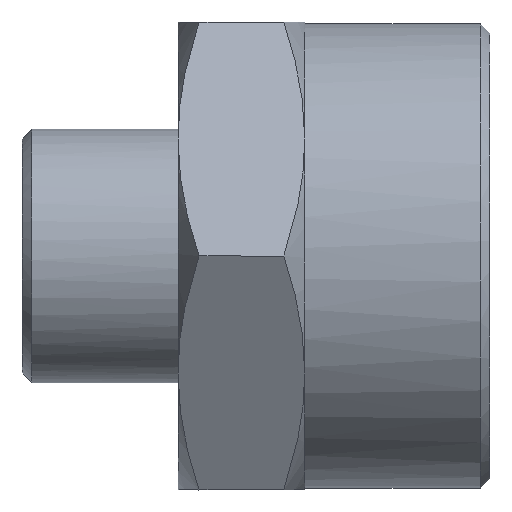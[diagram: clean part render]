
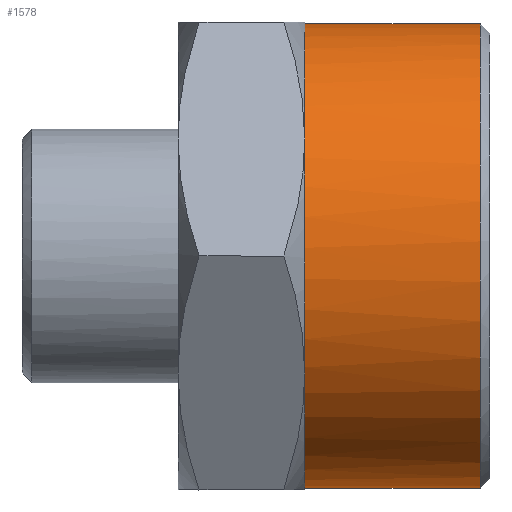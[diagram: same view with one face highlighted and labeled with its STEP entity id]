
A CAD part, left-side view. The second image highlights one B-rep face of the part: STEP entity #1578.
In plain terms, the highlighted free-form (B-spline) face has degree [1, 3] with [2, 4] control points.
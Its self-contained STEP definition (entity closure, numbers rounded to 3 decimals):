
#10 = ORIENTED_EDGE ( 'NONE', *, *, #303, .T. ) ;
#52 = ORIENTED_EDGE ( 'NONE', *, *, #1495, .T. ) ;
#59 = CARTESIAN_POINT ( 'NONE',  ( -11.824, 9.5, -1.555 ) ) ;
#68 = CARTESIAN_POINT ( 'NONE',  ( -7.261, 9.5, 9.46 ) ) ;
#142 = CARTESIAN_POINT ( 'NONE',  ( -23.8, 0.5, 11.9 ) ) ;
#201 = CARTESIAN_POINT ( 'NONE',  ( -11.293, 9.5, -3.832 ) ) ;
#232 = CARTESIAN_POINT ( 'NONE',  ( 0., 0.5, -11.9 ) ) ;
#241 = ORIENTED_EDGE ( 'NONE', *, *, #248, .T. ) ;
#248 = EDGE_CURVE ( 'NONE', #1752, #711, #1956, .T. ) ;
#303 = EDGE_CURVE ( 'NONE', #872, #1752, #1650, .T. ) ;
#356 = CARTESIAN_POINT ( 'NONE',  ( -11.519, 9.5, 3.088 ) ) ;
#374 = CARTESIAN_POINT ( 'NONE',  ( -1.555, 9.5, -11.824 ) ) ;
#380 = VERTEX_POINT ( 'NONE', #2016 ) ;
#402 = B_SPLINE_CURVE_WITH_KNOTS ( 'NONE', 3,
 ( #533, #981, #374, #1631, #831, #1290, #700, #1762, #1793, #846, #1938, #691, #1922, #201, #1129, #59, #1785, #839, #1283, #356, #1150, #1952, #674, #1159, #996, #820, #68, #516, #1605, #1929, #1770, #971, #1136, #1445 ),
 .UNSPECIFIED., .F., .F.,
 ( 4, 2, 2, 2, 2, 2, 2, 2, 2, 2, 2, 2, 2, 2, 2, 2, 4 ),
 ( 0., 0.196, 0.393, 0.589, 0.785, 0.982, 1.178, 1.374, 1.571, 1.767, 1.963, 2.16, 2.356, 2.553, 2.749, 2.945, 3.142 ),
 .UNSPECIFIED. ) ;
#417 = CARTESIAN_POINT ( 'NONE',  ( -23.8, 0.5, -11.9 ) ) ;
#498 = CARTESIAN_POINT ( 'NONE',  ( 0., 0.5, -11.9 ) ) ;
#516 = CARTESIAN_POINT ( 'NONE',  ( -5.962, 9.5, 10.329 ) ) ;
#517 = FACE_OUTER_BOUND ( 'NONE', #886, .T. ) ;
#533 = CARTESIAN_POINT ( 'NONE',  ( 0., 9.5, -11.9 ) ) ;
#619 = CARTESIAN_POINT ( 'NONE',  ( -23.8, 9.5, -11.9 ) ) ;
#626 = CARTESIAN_POINT ( 'NONE',  ( -23.8, 9.5, 11.9 ) ) ;
#662 = CARTESIAN_POINT ( 'NONE',  ( 0., 9.5, -11.9 ) ) ;
#674 = CARTESIAN_POINT ( 'NONE',  ( -10.329, 9.5, 5.962 ) ) ;
#691 = CARTESIAN_POINT ( 'NONE',  ( -10.329, 9.5, -5.962 ) ) ;
#700 = CARTESIAN_POINT ( 'NONE',  ( -5.962, 9.5, -10.329 ) ) ;
#711 = VERTEX_POINT ( 'NONE', #1830 ) ;
#779 = CARTESIAN_POINT ( 'NONE',  ( 0., 0.5, 11.9 ) ) ;
#820 = CARTESIAN_POINT ( 'NONE',  ( -7.862, 9.5, 8.967 ) ) ;
#831 = CARTESIAN_POINT ( 'NONE',  ( -3.832, 9.5, -11.293 ) ) ;
#839 = CARTESIAN_POINT ( 'NONE',  ( -11.9, 9.5, 0.781 ) ) ;
#846 = CARTESIAN_POINT ( 'NONE',  ( -8.967, 9.5, -7.862 ) ) ;
#872 = VERTEX_POINT ( 'NONE', #662 ) ;
#886 = EDGE_LOOP ( 'NONE', ( #1108, #10, #241, #52 ) ) ;
#971 = CARTESIAN_POINT ( 'NONE',  ( -1.555, 9.5, 11.824 ) ) ;
#981 = CARTESIAN_POINT ( 'NONE',  ( -0.781, 9.5, -11.9 ) ) ;
#996 = CARTESIAN_POINT ( 'NONE',  ( -8.967, 9.5, 7.862 ) ) ;
#1056 = CARTESIAN_POINT ( 'NONE',  ( 0., 9.5, 11.9 ) ) ;
#1108 = ORIENTED_EDGE ( 'NONE', *, *, #1167, .F. ) ;
#1129 = CARTESIAN_POINT ( 'NONE',  ( -11.519, 9.5, -3.088 ) ) ;
#1136 = CARTESIAN_POINT ( 'NONE',  ( -0.781, 9.5, 11.9 ) ) ;
#1150 = CARTESIAN_POINT ( 'NONE',  ( -11.293, 9.5, 3.832 ) ) ;
#1159 = CARTESIAN_POINT ( 'NONE',  ( -9.46, 9.5, 7.261 ) ) ;
#1167 = EDGE_CURVE ( 'NONE', #872, #380, #402, .T. ) ;
#1169 = B_SPLINE_CURVE_WITH_KNOTS ( 'NONE', 1,
 ( #1528, #1056 ),
 .UNSPECIFIED., .F., .F.,
 ( 2, 2 ),
 ( -1., 0. ),
 .UNSPECIFIED. ) ;
#1236 = CARTESIAN_POINT ( 'NONE',  ( 0., 9.5, -11.9 ) ) ;
#1283 = CARTESIAN_POINT ( 'NONE',  ( -11.824, 9.5, 1.555 ) ) ;
#1290 = CARTESIAN_POINT ( 'NONE',  ( -5.276, 9.5, -10.695 ) ) ;
#1386 = CARTESIAN_POINT ( 'NONE',  ( 0., 9.5, 11.9 ) ) ;
#1445 = CARTESIAN_POINT ( 'NONE',  ( 0., 9.5, 11.9 ) ) ;
#1495 = EDGE_CURVE ( 'NONE', #711, #380, #1169, .T. ) ;
#1506 = CARTESIAN_POINT ( 'NONE',  ( -23.8, 0.5, 11.9 ) ) ;
#1528 = CARTESIAN_POINT ( 'NONE',  ( 0., 0.5, 11.9 ) ) ;
#1575 =( BOUNDED_SURFACE ( )  B_SPLINE_SURFACE ( 1, 3, ( 
 ( #1386, #626, #619, #1236 ),
 ( #779, #142, #2014, #498 ) ),
 .UNSPECIFIED., .F., .F., .F. ) 
 B_SPLINE_SURFACE_WITH_KNOTS ( ( 2, 2 ),
 ( 4, 4 ),
 ( 0., 1. ),
 ( 0., 1. ),
 .UNSPECIFIED. ) 
 GEOMETRIC_REPRESENTATION_ITEM ( )  RATIONAL_B_SPLINE_SURFACE ( (
 ( 1., 0.333, 0.333, 1.),
 ( 1., 0.333, 0.333, 1.) ) ) 
 REPRESENTATION_ITEM ( '' )  SURFACE ( )  );
#1578 = ADVANCED_FACE ( 'NONE', ( #517 ), #1575, .F. ) ;
#1595 = CARTESIAN_POINT ( 'NONE',  ( 0., 0.5, -11.9 ) ) ;
#1605 = CARTESIAN_POINT ( 'NONE',  ( -5.276, 9.5, 10.695 ) ) ;
#1631 = CARTESIAN_POINT ( 'NONE',  ( -3.088, 9.5, -11.519 ) ) ;
#1641 = CARTESIAN_POINT ( 'NONE',  ( 0., 9.5, -11.9 ) ) ;
#1650 = B_SPLINE_CURVE_WITH_KNOTS ( 'NONE', 1,
 ( #1641, #232 ),
 .UNSPECIFIED., .F., .F.,
 ( 2, 2 ),
 ( -1., 0. ),
 .UNSPECIFIED. ) ;
#1752 = VERTEX_POINT ( 'NONE', #1800 ) ;
#1762 = CARTESIAN_POINT ( 'NONE',  ( -7.261, 9.5, -9.46 ) ) ;
#1770 = CARTESIAN_POINT ( 'NONE',  ( -3.088, 9.5, 11.519 ) ) ;
#1785 = CARTESIAN_POINT ( 'NONE',  ( -11.9, 9.5, -0.781 ) ) ;
#1793 = CARTESIAN_POINT ( 'NONE',  ( -7.862, 9.5, -8.967 ) ) ;
#1800 = CARTESIAN_POINT ( 'NONE',  ( 0., 0.5, -11.9 ) ) ;
#1809 = CARTESIAN_POINT ( 'NONE',  ( 0., 0.5, 11.9 ) ) ;
#1830 = CARTESIAN_POINT ( 'NONE',  ( 0., 0.5, 11.9 ) ) ;
#1922 = CARTESIAN_POINT ( 'NONE',  ( -10.695, 9.5, -5.276 ) ) ;
#1929 = CARTESIAN_POINT ( 'NONE',  ( -3.832, 9.5, 11.293 ) ) ;
#1938 = CARTESIAN_POINT ( 'NONE',  ( -9.46, 9.5, -7.261 ) ) ;
#1952 = CARTESIAN_POINT ( 'NONE',  ( -10.695, 9.5, 5.276 ) ) ;
#1956 =( BOUNDED_CURVE ( )  B_SPLINE_CURVE ( 3, ( #1595, #417, #1506, #1809 ),
 .UNSPECIFIED., .F., .F. ) 
 B_SPLINE_CURVE_WITH_KNOTS ( ( 4, 4 ),
 ( -3.142, 0. ),
 .UNSPECIFIED. ) 
 CURVE ( )  GEOMETRIC_REPRESENTATION_ITEM ( )  RATIONAL_B_SPLINE_CURVE ( ( 1., 0.333, 0.333, 1. ) ) 
 REPRESENTATION_ITEM ( '' )  );
#2014 = CARTESIAN_POINT ( 'NONE',  ( -23.8, 0.5, -11.9 ) ) ;
#2016 = CARTESIAN_POINT ( 'NONE',  ( 0., 9.5, 11.9 ) ) ;
